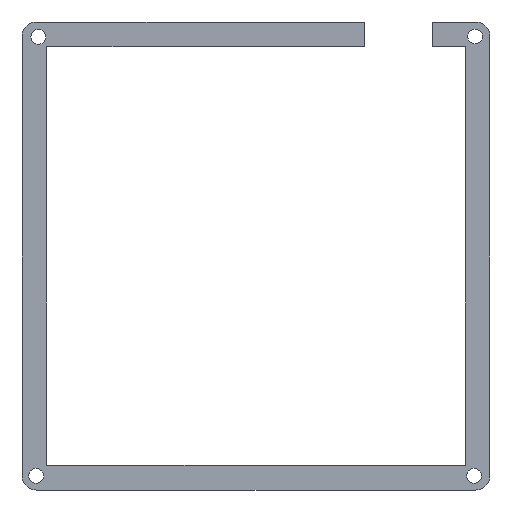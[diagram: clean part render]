
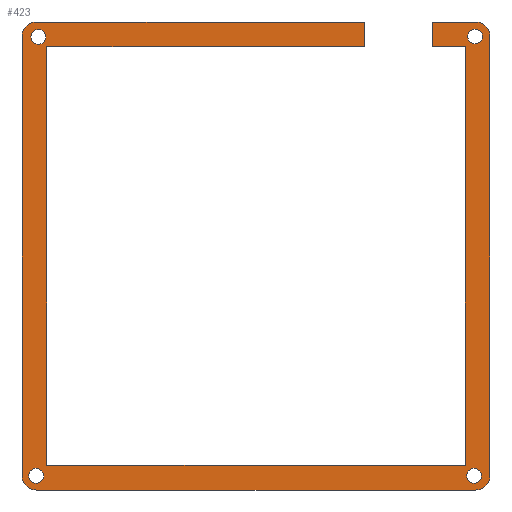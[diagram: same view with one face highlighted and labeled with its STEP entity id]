
A CAD part, left-side view. The second image highlights one B-rep face of the part: STEP entity #423.
In plain terms, the highlighted planar face has unit normal (-1, 0, 0).
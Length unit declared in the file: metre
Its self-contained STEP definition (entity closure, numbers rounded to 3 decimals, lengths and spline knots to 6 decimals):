
#13=CIRCLE('',#454,0.001514);
#15=CIRCLE('',#457,0.001514);
#17=CIRCLE('',#460,0.001514);
#19=CIRCLE('',#463,0.001514);
#24=CIRCLE('',#471,0.003);
#25=CIRCLE('',#472,0.003);
#26=CIRCLE('',#473,0.003);
#27=CIRCLE('',#474,0.003);
#112=ORIENTED_EDGE('',*,*,#192,.F.);
#113=ORIENTED_EDGE('',*,*,#190,.T.);
#114=ORIENTED_EDGE('',*,*,#188,.F.);
#115=ORIENTED_EDGE('',*,*,#186,.T.);
#116=ORIENTED_EDGE('',*,*,#162,.F.);
#117=ORIENTED_EDGE('',*,*,#200,.T.);
#118=ORIENTED_EDGE('',*,*,#156,.F.);
#119=ORIENTED_EDGE('',*,*,#201,.T.);
#120=ORIENTED_EDGE('',*,*,#154,.F.);
#121=ORIENTED_EDGE('',*,*,#202,.T.);
#122=ORIENTED_EDGE('',*,*,#150,.F.);
#123=ORIENTED_EDGE('',*,*,#203,.T.);
#124=ORIENTED_EDGE('',*,*,#193,.T.);
#125=ORIENTED_EDGE('',*,*,#182,.T.);
#126=ORIENTED_EDGE('',*,*,#179,.F.);
#127=ORIENTED_EDGE('',*,*,#176,.T.);
#128=ORIENTED_EDGE('',*,*,#173,.T.);
#129=ORIENTED_EDGE('',*,*,#170,.F.);
#130=ORIENTED_EDGE('',*,*,#167,.F.);
#131=ORIENTED_EDGE('',*,*,#164,.F.);
#150=EDGE_CURVE('',#206,#207,#246,.T.);
#154=EDGE_CURVE('',#210,#211,#250,.T.);
#156=EDGE_CURVE('',#212,#213,#252,.T.);
#162=EDGE_CURVE('',#218,#219,#258,.T.);
#164=EDGE_CURVE('',#219,#220,#260,.T.);
#167=EDGE_CURVE('',#220,#222,#263,.T.);
#170=EDGE_CURVE('',#222,#224,#266,.T.);
#173=EDGE_CURVE('',#226,#224,#269,.T.);
#176=EDGE_CURVE('',#228,#226,#272,.T.);
#179=EDGE_CURVE('',#228,#230,#275,.T.);
#182=EDGE_CURVE('',#232,#230,#278,.T.);
#186=EDGE_CURVE('',#235,#235,#13,.T.);
#188=EDGE_CURVE('',#237,#237,#15,.T.);
#190=EDGE_CURVE('',#239,#239,#17,.T.);
#192=EDGE_CURVE('',#241,#241,#19,.T.);
#193=EDGE_CURVE('',#242,#232,#281,.T.);
#200=EDGE_CURVE('',#218,#213,#24,.F.);
#201=EDGE_CURVE('',#212,#211,#25,.F.);
#202=EDGE_CURVE('',#210,#207,#26,.F.);
#203=EDGE_CURVE('',#206,#242,#27,.F.);
#206=VERTEX_POINT('',#603);
#207=VERTEX_POINT('',#605);
#210=VERTEX_POINT('',#612);
#211=VERTEX_POINT('',#614);
#212=VERTEX_POINT('',#618);
#213=VERTEX_POINT('',#619);
#218=VERTEX_POINT('',#630);
#219=VERTEX_POINT('',#632);
#220=VERTEX_POINT('',#636);
#222=VERTEX_POINT('',#642);
#224=VERTEX_POINT('',#648);
#226=VERTEX_POINT('',#654);
#228=VERTEX_POINT('',#660);
#230=VERTEX_POINT('',#666);
#232=VERTEX_POINT('',#672);
#235=VERTEX_POINT('',#680);
#237=VERTEX_POINT('',#685);
#239=VERTEX_POINT('',#690);
#241=VERTEX_POINT('',#695);
#242=VERTEX_POINT('',#698);
#246=LINE('',#604,#286);
#250=LINE('',#613,#290);
#252=LINE('',#617,#292);
#258=LINE('',#631,#298);
#260=LINE('',#635,#300);
#263=LINE('',#641,#303);
#266=LINE('',#647,#306);
#269=LINE('',#653,#309);
#272=LINE('',#659,#312);
#275=LINE('',#665,#315);
#278=LINE('',#671,#318);
#281=LINE('',#697,#321);
#286=VECTOR('',#485,1.);
#290=VECTOR('',#491,1.);
#292=VECTOR('',#495,1.);
#298=VECTOR('',#503,1.);
#300=VECTOR('',#507,1.);
#303=VECTOR('',#512,1.);
#306=VECTOR('',#517,1.);
#309=VECTOR('',#522,1.);
#312=VECTOR('',#527,1.);
#315=VECTOR('',#532,1.);
#318=VECTOR('',#537,1.);
#321=VECTOR('',#566,1.);
#349=EDGE_LOOP('',(#112));
#350=EDGE_LOOP('',(#113));
#351=EDGE_LOOP('',(#114));
#352=EDGE_LOOP('',(#115));
#353=EDGE_LOOP('',(#116,#117,#118,#119,#120,#121,#122,#123,#124,#125,#126,
#127,#128,#129,#130,#131));
#383=FACE_BOUND('',#349,.T.);
#384=FACE_BOUND('',#350,.T.);
#385=FACE_BOUND('',#351,.T.);
#386=FACE_BOUND('',#352,.T.);
#387=FACE_BOUND('',#353,.T.);
#405=PLANE('',#470);
#423=ADVANCED_FACE('',(#383,#384,#385,#386,#387),#405,.F.);
#454=AXIS2_PLACEMENT_3D('',#679,#544,#545);
#457=AXIS2_PLACEMENT_3D('',#684,#550,#551);
#460=AXIS2_PLACEMENT_3D('',#689,#556,#557);
#463=AXIS2_PLACEMENT_3D('',#694,#562,#563);
#470=AXIS2_PLACEMENT_3D('',#707,#579,#580);
#471=AXIS2_PLACEMENT_3D('',#708,#581,#582);
#472=AXIS2_PLACEMENT_3D('',#709,#583,#584);
#473=AXIS2_PLACEMENT_3D('',#710,#585,#586);
#474=AXIS2_PLACEMENT_3D('',#711,#587,#588);
#485=DIRECTION('',(0.,0.,-1.));
#491=DIRECTION('',(0.,1.,0.));
#495=DIRECTION('',(0.,0.,1.));
#503=DIRECTION('',(0.,-1.,0.));
#507=DIRECTION('',(0.,0.,-1.));
#512=DIRECTION('',(0.,1.,0.));
#517=DIRECTION('',(0.,0.,-1.));
#522=DIRECTION('',(0.,1.,0.));
#527=DIRECTION('',(0.,0.,-1.));
#532=DIRECTION('',(0.,1.,0.));
#537=DIRECTION('',(0.,0.,-1.));
#544=DIRECTION('',(1.,0.,0.));
#545=DIRECTION('',(0.,0.,-1.));
#550=DIRECTION('',(-1.,0.,0.));
#551=DIRECTION('',(0.,0.,-1.));
#556=DIRECTION('',(1.,0.,0.));
#557=DIRECTION('',(0.,0.,-1.));
#562=DIRECTION('',(-1.,0.,0.));
#563=DIRECTION('',(0.,0.,-1.));
#566=DIRECTION('',(0.,1.,0.));
#579=DIRECTION('',(1.,0.,0.));
#580=DIRECTION('',(0.,1.,0.));
#581=DIRECTION('',(1.,0.,0.));
#582=DIRECTION('',(0.,0.,-1.));
#583=DIRECTION('',(1.,0.,0.));
#584=DIRECTION('',(0.,0.,-1.));
#585=DIRECTION('',(1.,0.,0.));
#586=DIRECTION('',(0.,0.,-1.));
#587=DIRECTION('',(1.,0.,0.));
#588=DIRECTION('',(0.,0.,-1.));
#603=CARTESIAN_POINT('',(0.,-0.047854,0.044881));
#604=CARTESIAN_POINT('',(0.,-0.047854,0.000042));
#605=CARTESIAN_POINT('',(0.,-0.047854,-0.044796));
#612=CARTESIAN_POINT('',(0.,-0.044854,-0.047796));
#613=CARTESIAN_POINT('',(0.,-0.000015,-0.047796));
#614=CARTESIAN_POINT('',(0.,0.044824,-0.047796));
#617=CARTESIAN_POINT('',(0.,0.047824,0.000042));
#618=CARTESIAN_POINT('',(0.,0.047824,-0.044796));
#619=CARTESIAN_POINT('',(0.,0.047824,0.044881));
#630=CARTESIAN_POINT('',(0.,0.044824,0.047881));
#631=CARTESIAN_POINT('',(0.,0.012798,0.047881));
#632=CARTESIAN_POINT('',(0.,-0.022227,0.047881));
#635=CARTESIAN_POINT('',(0.,-0.022227,0.045369));
#636=CARTESIAN_POINT('',(0.,-0.022227,0.042856));
#641=CARTESIAN_POINT('',(0.,0.01026,0.042856));
#642=CARTESIAN_POINT('',(0.,0.042747,0.042856));
#647=CARTESIAN_POINT('',(0.,0.042747,0.000058));
#648=CARTESIAN_POINT('',(0.,0.042747,-0.042741));
#653=CARTESIAN_POINT('',(0.,-0.000033,-0.042741));
#654=CARTESIAN_POINT('',(0.,-0.042813,-0.042741));
#659=CARTESIAN_POINT('',(0.,-0.042813,0.000058));
#660=CARTESIAN_POINT('',(0.,-0.042813,0.042856));
#665=CARTESIAN_POINT('',(0.,-0.039438,0.042856));
#666=CARTESIAN_POINT('',(0.,-0.036063,0.042856));
#671=CARTESIAN_POINT('',(0.,-0.036063,0.045369));
#672=CARTESIAN_POINT('',(0.,-0.036063,0.047881));
#679=CARTESIAN_POINT('',(0.,0.04447,0.044839));
#680=CARTESIAN_POINT('',(0.,0.04447,0.043326));
#684=CARTESIAN_POINT('',(0.,0.044922,-0.044882));
#685=CARTESIAN_POINT('',(0.,0.044922,-0.046396));
#689=CARTESIAN_POINT('',(0.,-0.044592,-0.044882));
#690=CARTESIAN_POINT('',(0.,-0.044592,-0.046396));
#694=CARTESIAN_POINT('',(0.,-0.0448,0.044926));
#695=CARTESIAN_POINT('',(0.,-0.0448,0.043412));
#697=CARTESIAN_POINT('',(0.,-0.041959,0.047881));
#698=CARTESIAN_POINT('',(0.,-0.044854,0.047881));
#707=CARTESIAN_POINT('',(0.,-0.000015,0.000042));
#708=CARTESIAN_POINT('',(0.,0.044824,0.044881));
#709=CARTESIAN_POINT('',(0.,0.044824,-0.044796));
#710=CARTESIAN_POINT('',(0.,-0.044854,-0.044796));
#711=CARTESIAN_POINT('',(0.,-0.044854,0.044881));
